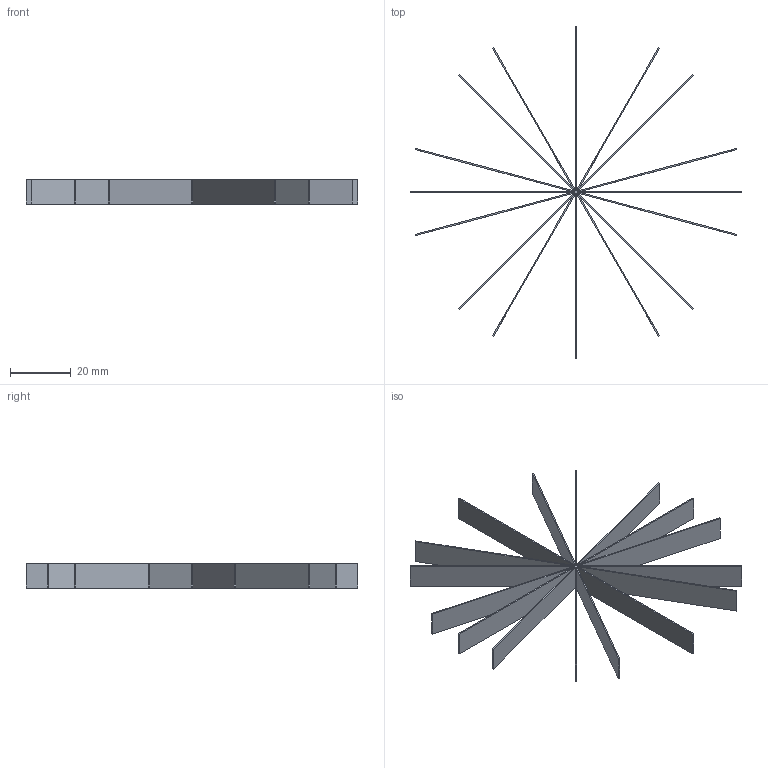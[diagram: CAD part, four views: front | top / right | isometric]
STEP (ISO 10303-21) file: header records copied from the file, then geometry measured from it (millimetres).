
FILE_DESCRIPTION(('HOOPS Exchange Step'),'2;1');
FILE_NAME('temp_export','2023-07-11T15:11:32-05:00',('mobile'),('Shapr3D Limited'),'HOOPS Exchange 2022.2','Shapr3D','Authorized');
FILE_SCHEMA( ('AUTOMOTIVE_DESIGN { 1 0 10303 214 1 1 1 1 }') );
Length unit declared in the file: millimetre
Products named in the file (4): Spiral (2); Gear Primitives; Mark 2; root
Assembly tree (3 placements, depth 2):
  root
    Spiral (2)
    Gear Primitives
    Mark 2
Bounding box: 109.2 x 109.2 x 8.08 mm (x, y, z)
Volume: 2900.2 mm3; surface area: 14627.1 mm2
Topology: 17 solids, 17 shells, 99 faces, 197 edges, 132 vertices
Faces by surface type: plane 98, cylinder 1
Full cylindrical faces by diameter (mm): 1.26 x1
Entity records: 2576 total; most frequent: CARTESIAN_POINT 432, DIRECTION 407, ORIENTED_EDGE 394, EDGE_CURVE 197, VECTOR 193, LINE 193, VERTEX_POINT 132, AXIS2_PLACEMENT_3D 107
